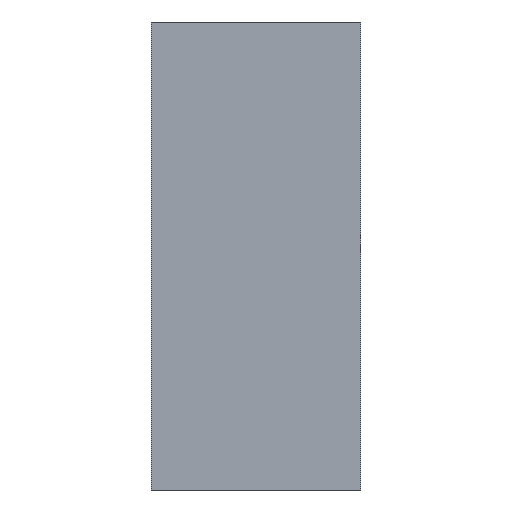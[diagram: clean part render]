
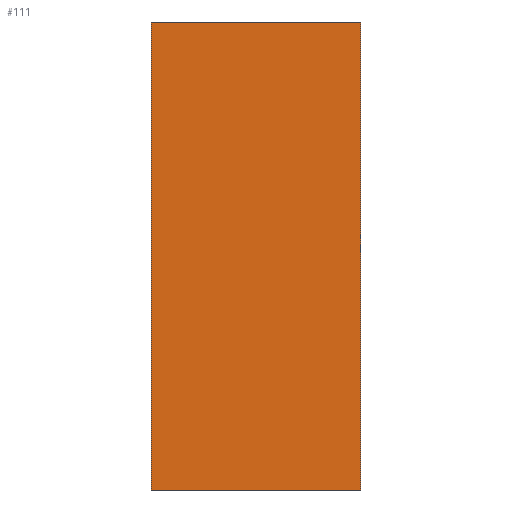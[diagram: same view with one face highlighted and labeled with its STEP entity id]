
A CAD part, left-side view. The second image highlights one B-rep face of the part: STEP entity #111.
In plain terms, the highlighted planar face has unit normal (-1, 0, 0).
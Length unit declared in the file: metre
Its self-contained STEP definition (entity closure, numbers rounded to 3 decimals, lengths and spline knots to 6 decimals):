
#34=ORIENTED_EDGE('',*,*,#56,.F.);
#35=ORIENTED_EDGE('',*,*,#49,.F.);
#36=ORIENTED_EDGE('',*,*,#57,.T.);
#37=ORIENTED_EDGE('',*,*,#54,.T.);
#49=EDGE_CURVE('',#61,#59,#69,.T.);
#54=EDGE_CURVE('',#65,#64,#74,.T.);
#56=EDGE_CURVE('',#59,#64,#76,.T.);
#57=EDGE_CURVE('',#61,#65,#77,.T.);
#59=VERTEX_POINT('',#176);
#61=VERTEX_POINT('',#180);
#64=VERTEX_POINT('',#190);
#65=VERTEX_POINT('',#192);
#69=LINE('',#181,#81);
#74=LINE('',#191,#86);
#76=LINE('',#195,#88);
#77=LINE('',#196,#89);
#81=VECTOR('',#153,1.);
#86=VECTOR('',#162,1.);
#88=VECTOR('',#166,1.);
#89=VECTOR('',#167,1.);
#93=EDGE_LOOP('',(#34,#35,#36,#37));
#99=FACE_BOUND('',#93,.T.);
#105=PLANE('',#143);
#111=ADVANCED_FACE('',(#99),#105,.T.);
#143=AXIS2_PLACEMENT_3D('',#194,#164,#165);
#153=DIRECTION('',(0.,0.,-1.));
#162=DIRECTION('',(0.,0.,-1.));
#164=DIRECTION('',(-1.,0.,0.));
#165=DIRECTION('',(0.,0.,1.));
#166=DIRECTION('',(0.,1.,0.));
#167=DIRECTION('',(0.,1.,0.));
#176=CARTESIAN_POINT('',(-0.325639,-0.112158,0.));
#180=CARTESIAN_POINT('',(-0.325639,-0.112158,0.025));
#181=CARTESIAN_POINT('',(-0.325639,-0.112158,0.025));
#190=CARTESIAN_POINT('',(-0.325639,-0.100962,0.));
#191=CARTESIAN_POINT('',(-0.325639,-0.100962,0.025));
#192=CARTESIAN_POINT('',(-0.325639,-0.100962,0.025));
#194=CARTESIAN_POINT('',(-0.325639,-0.10656,0.025));
#195=CARTESIAN_POINT('',(-0.325639,-0.10656,0.));
#196=CARTESIAN_POINT('',(-0.325639,-0.10656,0.025));
